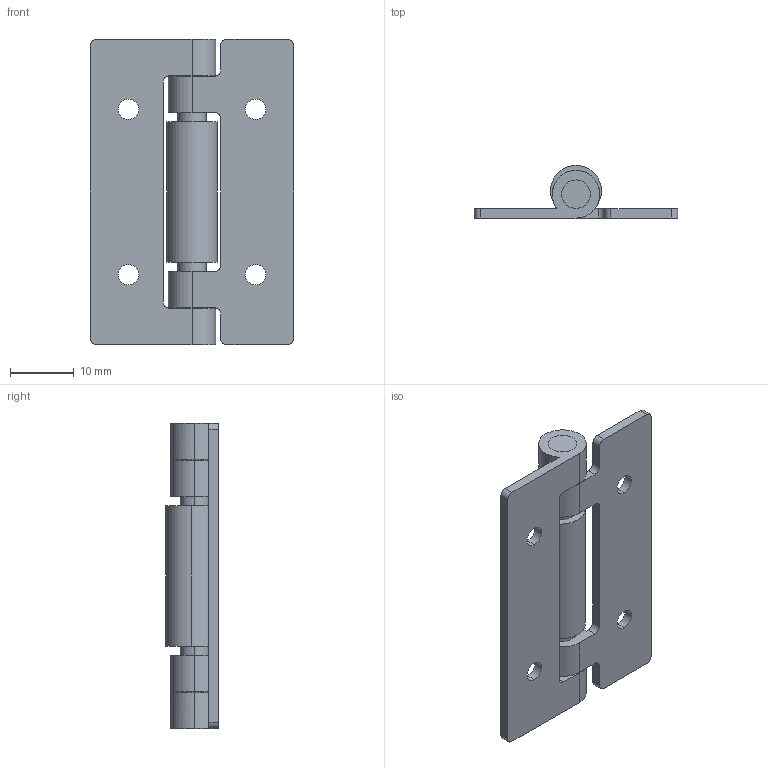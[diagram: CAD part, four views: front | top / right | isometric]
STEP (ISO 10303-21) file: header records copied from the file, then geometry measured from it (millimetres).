
FILE_DESCRIPTION (( 'STEP AP203' ), '1' );
FILE_NAME ('B-1246-4.STEP', '2011-01-28T02:18:10', ( ' ' ), ( ' ' ), 'SwSTEP 2.0', 'SolidWorks 2007', '' );
FILE_SCHEMA (( 'CONFIG_CONTROL_DESIGN' ));
Length unit declared in the file: millimetre
Products named in the file (5): B-1246-4; B-1246-4僗僾儕儞僌__棉太倌; B-1246-4僸儞僕B__棉太倌; B-1246-4僸儞僕A__棉太倌; B-1246-4僺儞__棉太倌
Assembly tree (4 placements, depth 2):
  B-1246-4
    B-1246-4僺儞__棉太倌
    B-1246-4僗僾儕儞僌__棉太倌
    B-1246-4僸儞僕A__棉太倌
    B-1246-4僸儞僕B__棉太倌
Bounding box: 32 x 8.3 x 48 mm (x, y, z)
Volume: 3664.5 mm3; surface area: 5397.1 mm2
Topology: 4 solids, 4 shells, 72 faces, 192 edges, 128 vertices
Faces by surface type: cylinder 48, plane 24
Entity records: 2859 total; most frequent: DIRECTION 438, CARTESIAN_POINT 419, ORIENTED_EDGE 384, EDGE_CURVE 192, AXIS2_PLACEMENT_3D 171, VERTEX_POINT 128, VECTOR 96, LINE 96
